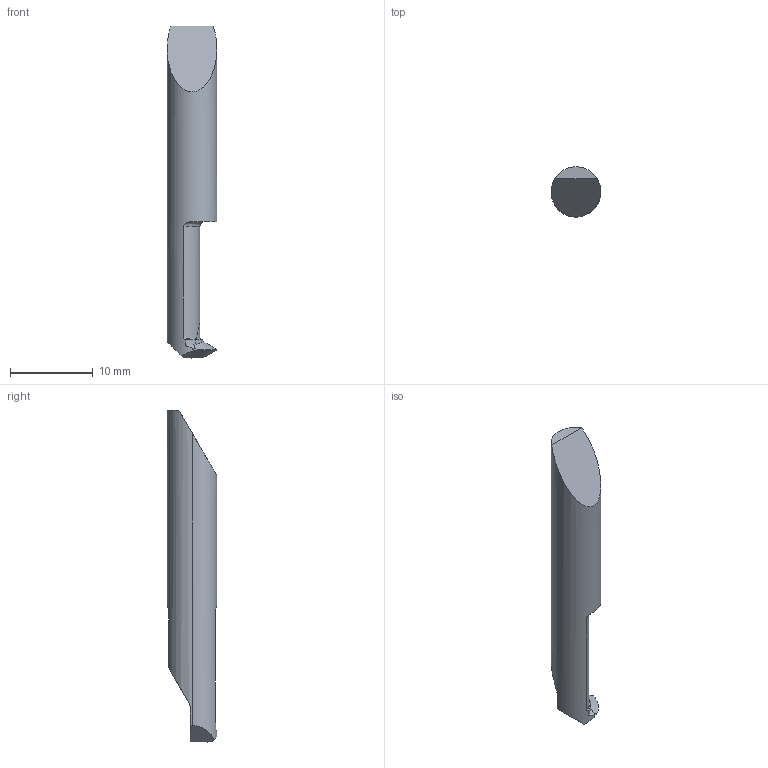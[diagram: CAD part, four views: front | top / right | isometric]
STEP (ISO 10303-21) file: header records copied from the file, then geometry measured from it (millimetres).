
FILE_DESCRIPTION(/* description */ (''),/* implementation_level */ '2;1');
FILE_NAME(/* name */ '1603710050779.stp',/* time_stamp */ '2020-10-26T16:30:57+05:00',/* author */ (''),/* organization */ ('SMS'),/* preprocessor_version */ 'ST-DEVELOPER v16.7',/* originating_system */ 'SIEMENS PLM Software NX 12.0',/* authorisation */ '');
FILE_SCHEMA (('AUTOMOTIVE_DESIGN { 1 0 10303 214 3 1 1 1 }'));
Length unit declared in the file: millimetre
Products named in the file (1): 203204106mod000_00
Bounding box: 6 x 6 x 40 mm (x, y, z)
Volume: 806.4 mm3; surface area: 697.6 mm2
Topology: 2 solids, 2 shells, 35 faces, 93 edges, 65 vertices
Faces by surface type: plane 14, cylinder 8, bspline 6, torus 6, cone 1
Entity records: 1567 total; most frequent: CARTESIAN_POINT 743, ORIENTED_EDGE 184, DIRECTION 121, EDGE_CURVE 92, VERTEX_POINT 61, AXIS2_PLACEMENT_3D 50, B_SPLINE_CURVE_WITH_KNOTS 45, ADVANCED_FACE 35
